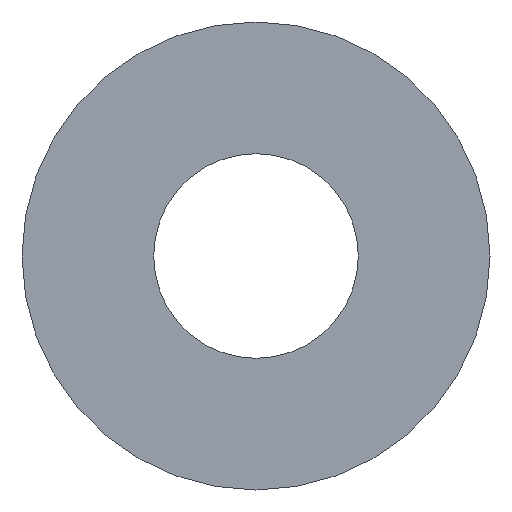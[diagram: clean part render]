
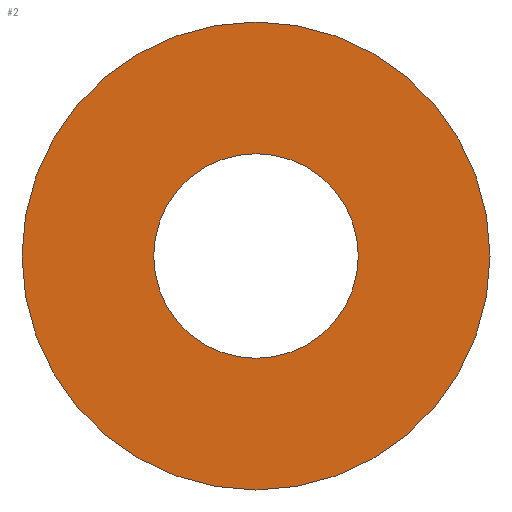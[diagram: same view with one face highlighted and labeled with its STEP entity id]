
A CAD part, left-side view. The second image highlights one B-rep face of the part: STEP entity #2.
In plain terms, the highlighted planar face has unit normal (-1, 0, 0).
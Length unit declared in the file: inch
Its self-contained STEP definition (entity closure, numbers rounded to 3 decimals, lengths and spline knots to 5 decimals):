
#2 = ADVANCED_FACE ( 'NONE', ( #46, #251 ), #103, .F. ) ;
#7 = EDGE_LOOP ( 'NONE', ( #242, #68 ) ) ;
#19 = CARTESIAN_POINT ( 'NONE',  ( 0., 0., 0. ) ) ;
#22 = ORIENTED_EDGE ( 'NONE', *, *, #112, .F. ) ;
#23 = EDGE_LOOP ( 'NONE', ( #22, #220 ) ) ;
#27 = AXIS2_PLACEMENT_3D ( 'NONE', #19, #41, #49 ) ;
#34 = CIRCLE ( 'NONE', #27, 0.21375 ) ;
#41 = DIRECTION ( 'NONE',  ( -1., 0., 0. ) ) ;
#46 = FACE_BOUND ( 'NONE', #23, .T. ) ;
#49 = DIRECTION ( 'NONE',  ( 0., 0., 1. ) ) ;
#68 = ORIENTED_EDGE ( 'NONE', *, *, #155, .T. ) ;
#69 = DIRECTION ( 'NONE',  ( 0., 0., 1. ) ) ;
#74 = CIRCLE ( 'NONE', #85, 0.0935 ) ;
#84 = VERTEX_POINT ( 'NONE', #120 ) ;
#85 = AXIS2_PLACEMENT_3D ( 'NONE', #114, #196, #69 ) ;
#88 = CARTESIAN_POINT ( 'NONE',  ( 0., 0., 0.0935 ) ) ;
#103 = PLANE ( 'NONE',  #132 ) ;
#111 = DIRECTION ( 'NONE',  ( -1., 0., 0. ) ) ;
#112 = EDGE_CURVE ( 'NONE', #234, #181, #238, .T. ) ;
#114 = CARTESIAN_POINT ( 'NONE',  ( 0., 0., 0. ) ) ;
#120 = CARTESIAN_POINT ( 'NONE',  ( 0., 0., -0.21375 ) ) ;
#123 = DIRECTION ( 'NONE',  ( 0., 0., -1. ) ) ;
#126 = DIRECTION ( 'NONE',  ( 0., 0., 1. ) ) ;
#127 = EDGE_CURVE ( 'NONE', #129, #84, #34, .T. ) ;
#129 = VERTEX_POINT ( 'NONE', #185 ) ;
#132 = AXIS2_PLACEMENT_3D ( 'NONE', #237, #240, #123 ) ;
#133 = DIRECTION ( 'NONE',  ( 0., 0., 1. ) ) ;
#145 = CARTESIAN_POINT ( 'NONE',  ( 0., 0., 0. ) ) ;
#155 = EDGE_CURVE ( 'NONE', #84, #129, #197, .T. ) ;
#166 = DIRECTION ( 'NONE',  ( -1., 0., 0. ) ) ;
#172 = CARTESIAN_POINT ( 'NONE',  ( 0., 0., -0.0935 ) ) ;
#180 = AXIS2_PLACEMENT_3D ( 'NONE', #145, #166, #126 ) ;
#181 = VERTEX_POINT ( 'NONE', #172 ) ;
#185 = CARTESIAN_POINT ( 'NONE',  ( 0., 0., 0.21375 ) ) ;
#196 = DIRECTION ( 'NONE',  ( -1., 0., 0. ) ) ;
#197 = CIRCLE ( 'NONE', #226, 0.21375 ) ;
#220 = ORIENTED_EDGE ( 'NONE', *, *, #246, .F. ) ;
#226 = AXIS2_PLACEMENT_3D ( 'NONE', #231, #111, #133 ) ;
#231 = CARTESIAN_POINT ( 'NONE',  ( 0., 0., 0. ) ) ;
#234 = VERTEX_POINT ( 'NONE', #88 ) ;
#237 = CARTESIAN_POINT ( 'NONE',  ( 0., 0.0935, 0. ) ) ;
#238 = CIRCLE ( 'NONE', #180, 0.0935 ) ;
#240 = DIRECTION ( 'NONE',  ( 1., 0., 0. ) ) ;
#242 = ORIENTED_EDGE ( 'NONE', *, *, #127, .T. ) ;
#246 = EDGE_CURVE ( 'NONE', #181, #234, #74, .T. ) ;
#251 = FACE_OUTER_BOUND ( 'NONE', #7, .T. ) ;
